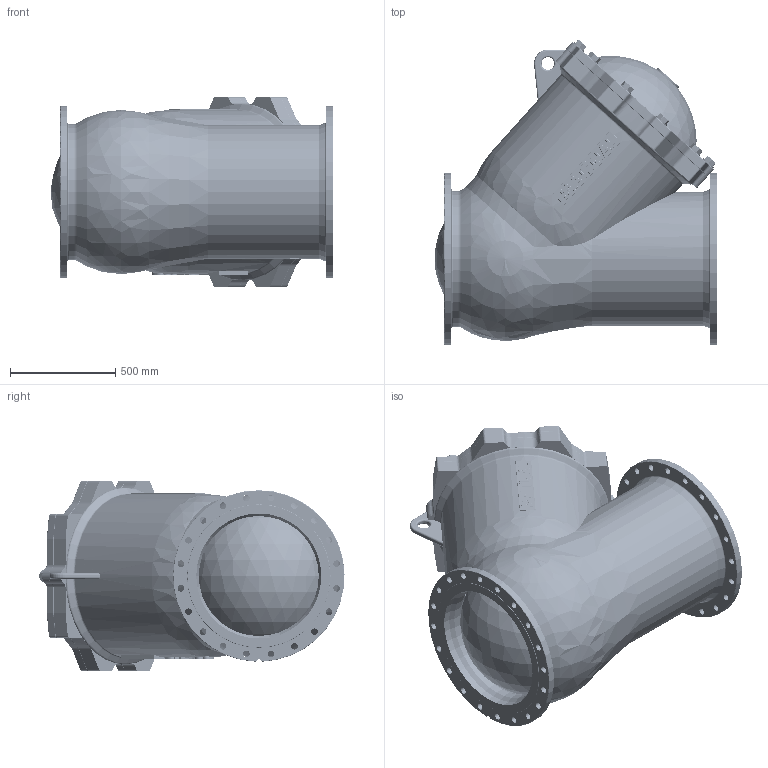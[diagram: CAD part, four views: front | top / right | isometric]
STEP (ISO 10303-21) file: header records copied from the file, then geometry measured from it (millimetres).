
FILE_DESCRIPTION (( 'STEP AP203' ), '1' );
FILE_NAME ('DN 600 ANSI150.STEP', '2017-05-04T08:25:31', ( '' ), ( '' ), 'SwSTEP 2.0', 'SolidWorks 2017', '' );
FILE_SCHEMA (( 'CONFIG_CONTROL_DESIGN' ));
Length unit declared in the file: millimetre
Products named in the file (1): DN 600 ANSI150
Bounding box: 1344 x 1449.41 x 900 mm (x, y, z)
Volume: 309773676.8 mm3; surface area: 12426072.3 mm2
Topology: 15 solids, 15 shells, 2593 faces, 7174 edges, 4680 vertices
Faces by surface type: cylinder 1967, plane 306, torus 202, bspline 77, cone 25, sphere 16
Entity records: 187805 total; most frequent: CARTESIAN_POINT 130358, ORIENTED_EDGE 14296, DIRECTION 10085, EDGE_CURVE 7148, VERTEX_POINT 4667, AXIS2_PLACEMENT_3D 3757, EDGE_LOOP 2781, ADVANCED_FACE 2593
